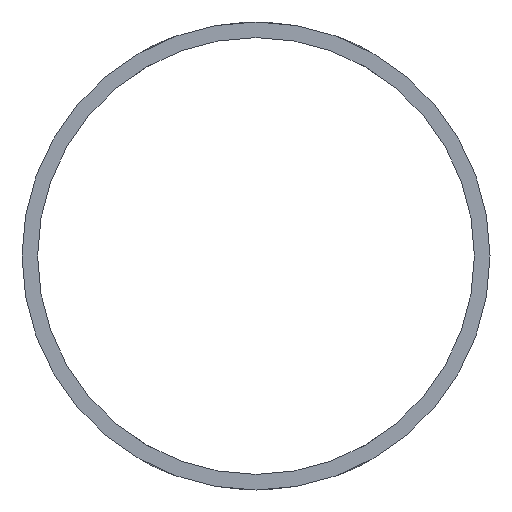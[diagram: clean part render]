
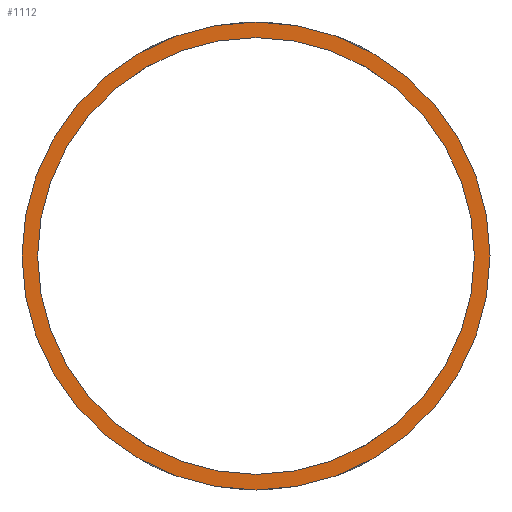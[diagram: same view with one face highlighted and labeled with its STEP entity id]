
A CAD part, front view. The second image highlights one B-rep face of the part: STEP entity #1112.
In plain terms, the highlighted planar face has unit normal (0, -1, 0).
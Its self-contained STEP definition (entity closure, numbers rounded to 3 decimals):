
#21 = DIRECTION ( 'NONE',  ( 0., 1., 0. ) ) ;
#23 = AXIS2_PLACEMENT_3D ( 'NONE', #407, #21, #808 ) ;
#38 = ORIENTED_EDGE ( 'NONE', *, *, #376, .F. ) ;
#49 = EDGE_LOOP ( 'NONE', ( #625, #38 ) ) ;
#79 = CARTESIAN_POINT ( 'NONE',  ( 0., -170., 0. ) ) ;
#82 = CIRCLE ( 'NONE', #145, 45. ) ;
#85 = EDGE_CURVE ( 'NONE', #1179, #180, #970, .T. ) ;
#108 = DIRECTION ( 'NONE',  ( 0., 0., 1. ) ) ;
#145 = AXIS2_PLACEMENT_3D ( 'NONE', #298, #214, #108 ) ;
#160 = VERTEX_POINT ( 'NONE', #1272 ) ;
#180 = VERTEX_POINT ( 'NONE', #185 ) ;
#185 = CARTESIAN_POINT ( 'NONE',  ( 0., -170., 42. ) ) ;
#214 = DIRECTION ( 'NONE',  ( 0., 1., 0. ) ) ;
#287 = CARTESIAN_POINT ( 'NONE',  ( 0., -170., 45. ) ) ;
#291 = DIRECTION ( 'NONE',  ( 0., 1., 0. ) ) ;
#298 = CARTESIAN_POINT ( 'NONE',  ( 0., -170., 0. ) ) ;
#310 = ORIENTED_EDGE ( 'NONE', *, *, #686, .T. ) ;
#376 = EDGE_CURVE ( 'NONE', #160, #687, #915, .T. ) ;
#407 = CARTESIAN_POINT ( 'NONE',  ( 0., -170., 0. ) ) ;
#518 = FACE_BOUND ( 'NONE', #1114, .T. ) ;
#548 = DIRECTION ( 'NONE',  ( 0., 0., 1. ) ) ;
#550 = AXIS2_PLACEMENT_3D ( 'NONE', #79, #1171, #874 ) ;
#586 = CARTESIAN_POINT ( 'NONE',  ( 0., -170., -42. ) ) ;
#625 = ORIENTED_EDGE ( 'NONE', *, *, #758, .F. ) ;
#680 = PLANE ( 'NONE',  #550 ) ;
#686 = EDGE_CURVE ( 'NONE', #180, #1179, #982, .T. ) ;
#687 = VERTEX_POINT ( 'NONE', #287 ) ;
#758 = EDGE_CURVE ( 'NONE', #687, #160, #82, .T. ) ;
#765 = DIRECTION ( 'NONE',  ( 0., 1., 0. ) ) ;
#808 = DIRECTION ( 'NONE',  ( 0., 0., 1. ) ) ;
#858 = CARTESIAN_POINT ( 'NONE',  ( 0., -170., 0. ) ) ;
#874 = DIRECTION ( 'NONE',  ( 0., 0., 1. ) ) ;
#878 = AXIS2_PLACEMENT_3D ( 'NONE', #1078, #291, #975 ) ;
#915 = CIRCLE ( 'NONE', #23, 45. ) ;
#970 = CIRCLE ( 'NONE', #1097, 42. ) ;
#975 = DIRECTION ( 'NONE',  ( 0., 0., 1. ) ) ;
#982 = CIRCLE ( 'NONE', #878, 42. ) ;
#1010 = FACE_OUTER_BOUND ( 'NONE', #49, .T. ) ;
#1078 = CARTESIAN_POINT ( 'NONE',  ( 0., -170., 0. ) ) ;
#1097 = AXIS2_PLACEMENT_3D ( 'NONE', #858, #765, #548 ) ;
#1112 = ADVANCED_FACE ( 'NONE', ( #518, #1010 ), #680, .F. ) ;
#1114 = EDGE_LOOP ( 'NONE', ( #310, #1174 ) ) ;
#1171 = DIRECTION ( 'NONE',  ( 0., 1., 0. ) ) ;
#1174 = ORIENTED_EDGE ( 'NONE', *, *, #85, .T. ) ;
#1179 = VERTEX_POINT ( 'NONE', #586 ) ;
#1272 = CARTESIAN_POINT ( 'NONE',  ( 0., -170., -45. ) ) ;
